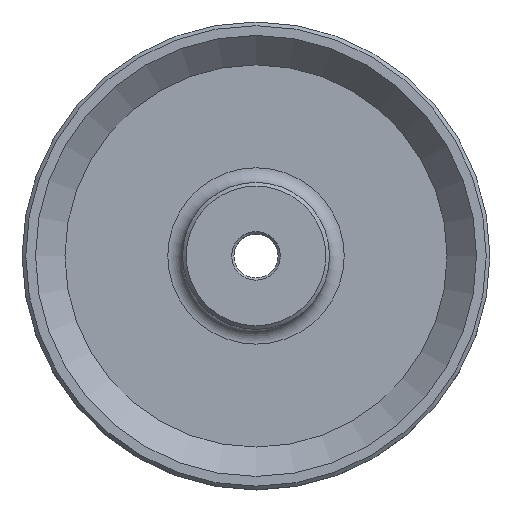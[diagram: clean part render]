
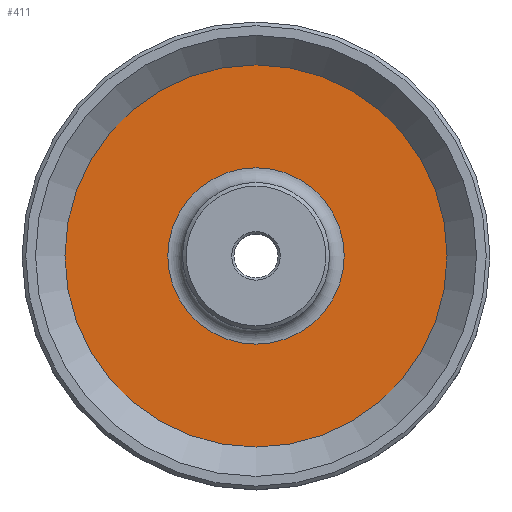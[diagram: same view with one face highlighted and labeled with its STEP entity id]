
A CAD part, top view. The second image highlights one B-rep face of the part: STEP entity #411.
In plain terms, the highlighted planar face has unit normal (0, 0, 1).
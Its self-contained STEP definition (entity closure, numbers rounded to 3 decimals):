
#62=PLANE($,#453);
#74=FACE_BOUND($,#149,.T.);
#109=FACE_OUTER_BOUND($,#148,.T.);
#148=EDGE_LOOP($,(#345));
#149=EDGE_LOOP($,(#346));
#193=CIRCLE($,#452,26.);
#194=CIRCLE($,#454,12.);
#232=VERTEX_POINT($,#759);
#233=VERTEX_POINT($,#762);
#277=EDGE_CURVE($,#232,#232,#193,.T.);
#278=EDGE_CURVE($,#233,#233,#194,.T.);
#345=ORIENTED_EDGE($,*,*,#277,.F.);
#346=ORIENTED_EDGE($,*,*,#278,.F.);
#411=ADVANCED_FACE($,(#109,#74),#62,.F.);
#452=AXIS2_PLACEMENT_3D($,#760,#542,#543);
#453=AXIS2_PLACEMENT_3D($,#761,#544,#545);
#454=AXIS2_PLACEMENT_3D($,#763,#546,#547);
#542=DIRECTION('center_axis',(0.,0.,-1.));
#543=DIRECTION('ref_axis',(-1.,0.,0.));
#544=DIRECTION('center_axis',(0.,0.,-1.));
#545=DIRECTION('ref_axis',(-1.,0.,0.));
#546=DIRECTION('center_axis',(0.,0.,1.));
#547=DIRECTION('ref_axis',(-1.,0.,0.));
#759=CARTESIAN_POINT('',(26.,0.,8.));
#760=CARTESIAN_POINT('Origin',(0.,0.,8.));
#761=CARTESIAN_POINT('Origin',(0.,0.,8.));
#762=CARTESIAN_POINT('',(12.,0.,8.));
#763=CARTESIAN_POINT('Origin',(0.,0.,8.));
